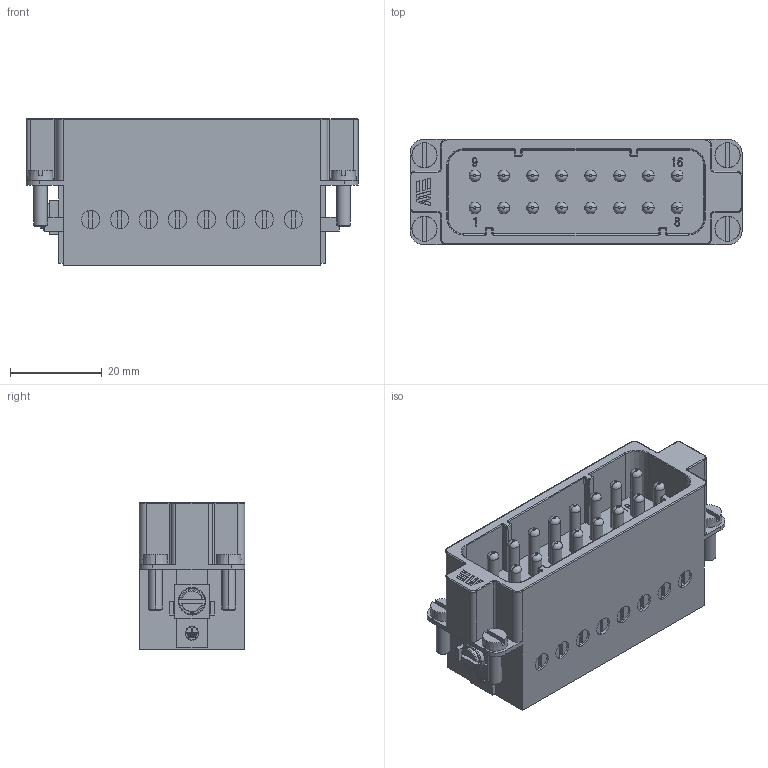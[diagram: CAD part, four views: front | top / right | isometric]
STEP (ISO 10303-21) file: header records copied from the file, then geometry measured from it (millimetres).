
FILE_DESCRIPTION (( 'STEP AP203' ), '1' );
FILE_NAME ('29423.step', '2025-02-12T17:36:02', ( '' ), ( '' ), 'SwSTEP 2.0', 'SolidWorks 2024', '' );
FILE_SCHEMA (( 'CONFIG_CONTROL_DESIGN' ));
Length unit declared in the file: inch
Products named in the file (1): 29423
Bounding box: 72.3 x 23 x 32 mm (x, y, z)
Volume: 30710.6 mm3; surface area: 16019 mm2
Topology: 1 solids, 1 shells, 630 faces, 1511 edges, 961 vertices
Faces by surface type: plane 303, cylinder 186, bspline 63, torus 40, cone 38
Entity records: 21177 total; most frequent: CARTESIAN_POINT 6603, ORIENTED_EDGE 3022, DIRECTION 2974, EDGE_CURVE 1511, AXIS2_PLACEMENT_3D 1074, VERTEX_POINT 961, VECTOR 826, LINE 826
